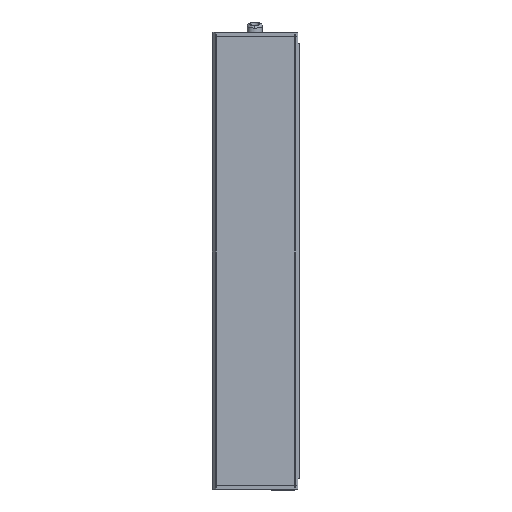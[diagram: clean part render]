
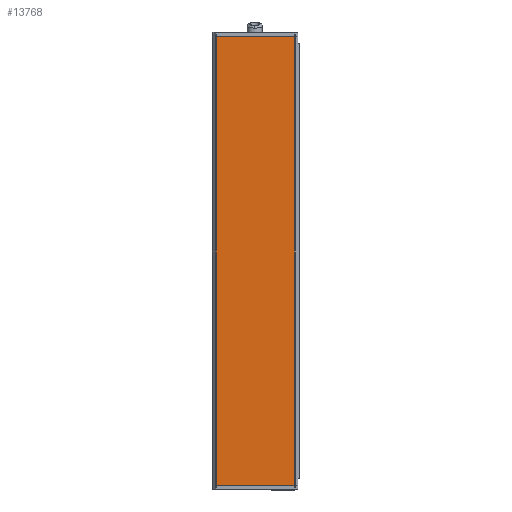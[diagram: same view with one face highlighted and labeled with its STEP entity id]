
A CAD part, left-side view. The second image highlights one B-rep face of the part: STEP entity #13768.
In plain terms, the highlighted planar face has unit normal (-1, 0, 0).
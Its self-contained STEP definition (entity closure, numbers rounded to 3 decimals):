
#12 = EDGE_CURVE ( 'NONE', #5875, #6250, #14291, .T. ) ;
#816 = CARTESIAN_POINT ( 'NONE',  ( 0., 17.562, 200. ) ) ;
#1591 = DIRECTION ( 'NONE',  ( 0., 1., 0. ) ) ;
#1889 = CARTESIAN_POINT ( 'NONE',  ( 0., 17.562, 200. ) ) ;
#4027 = EDGE_LOOP ( 'NONE', ( #4739, #7894, #25855, #4941 ) ) ;
#4351 = LINE ( 'NONE', #9257, #5242 ) ;
#4739 = ORIENTED_EDGE ( 'NONE', *, *, #12, .T. ) ;
#4941 = ORIENTED_EDGE ( 'NONE', *, *, #13973, .T. ) ;
#5094 = CARTESIAN_POINT ( 'NONE',  ( 0., -17.562, 200. ) ) ;
#5174 = CARTESIAN_POINT ( 'NONE',  ( 0., 17.562, 200. ) ) ;
#5242 = VECTOR ( 'NONE', #22820, 1000. ) ;
#5691 = DIRECTION ( 'NONE',  ( 0., 0., -1. ) ) ;
#5875 = VERTEX_POINT ( 'NONE', #9216 ) ;
#6246 = VECTOR ( 'NONE', #10973, 1000. ) ;
#6250 = VERTEX_POINT ( 'NONE', #22159 ) ;
#7065 = EDGE_CURVE ( 'NONE', #19784, #17811, #4351, .T. ) ;
#7412 = FACE_OUTER_BOUND ( 'NONE', #4027, .T. ) ;
#7638 = CARTESIAN_POINT ( 'NONE',  ( 0., -17.562, 200. ) ) ;
#7894 = ORIENTED_EDGE ( 'NONE', *, *, #23074, .F. ) ;
#9216 = CARTESIAN_POINT ( 'NONE',  ( 0., 17.562, 0. ) ) ;
#9257 = CARTESIAN_POINT ( 'NONE',  ( 0., 17.562, 200. ) ) ;
#10973 = DIRECTION ( 'NONE',  ( 0., 0., -1. ) ) ;
#11440 = VECTOR ( 'NONE', #5691, 1000. ) ;
#13768 = ADVANCED_FACE ( 'NONE', ( #7412 ), #25601, .F. ) ;
#13973 = EDGE_CURVE ( 'NONE', #19784, #5875, #15422, .T. ) ;
#14232 = DIRECTION ( 'NONE',  ( 1., 0., 0. ) ) ;
#14291 = LINE ( 'NONE', #23411, #26537 ) ;
#15422 = LINE ( 'NONE', #1889, #6246 ) ;
#17811 = VERTEX_POINT ( 'NONE', #5094 ) ;
#19784 = VERTEX_POINT ( 'NONE', #816 ) ;
#21935 = LINE ( 'NONE', #7638, #11440 ) ;
#22159 = CARTESIAN_POINT ( 'NONE',  ( 0., -17.562, 0. ) ) ;
#22820 = DIRECTION ( 'NONE',  ( 0., -1., 0. ) ) ;
#23074 = EDGE_CURVE ( 'NONE', #17811, #6250, #21935, .T. ) ;
#23411 = CARTESIAN_POINT ( 'NONE',  ( 0., 17.562, 0. ) ) ;
#25601 = PLANE ( 'NONE',  #28135 ) ;
#25855 = ORIENTED_EDGE ( 'NONE', *, *, #7065, .F. ) ;
#26537 = VECTOR ( 'NONE', #28038, 1000. ) ;
#28038 = DIRECTION ( 'NONE',  ( 0., -1., 0. ) ) ;
#28135 = AXIS2_PLACEMENT_3D ( 'NONE', #5174, #14232, #1591 ) ;
